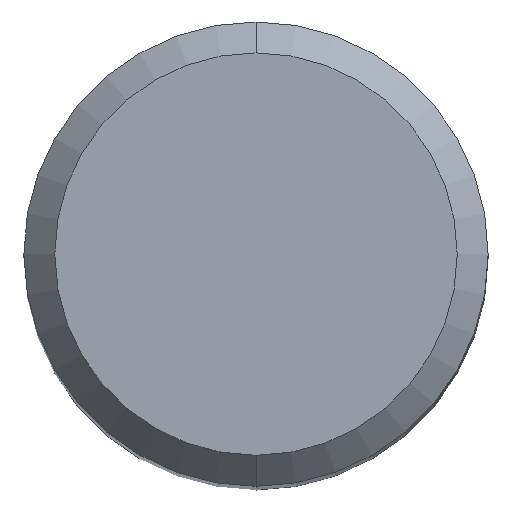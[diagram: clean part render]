
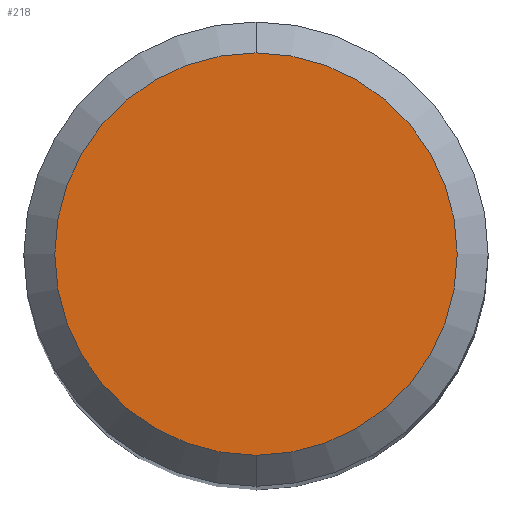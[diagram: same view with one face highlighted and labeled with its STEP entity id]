
A CAD part, top view. The second image highlights one B-rep face of the part: STEP entity #218.
In plain terms, the highlighted planar face has unit normal (0, 0, 1).
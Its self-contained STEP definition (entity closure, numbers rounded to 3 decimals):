
#112=EDGE_CURVE('',#114,#182,#289,.T.);
#114=VERTEX_POINT('',#291);
#158=EDGE_CURVE('',#182,#114,#337,.T.);
#182=VERTEX_POINT('',#363);
#218=ADVANCED_FACE('',(#406),#407,.T.);
#289=CIRCLE('',#482,2.6);
#291=CARTESIAN_POINT('',(0.0,2.6,0.01));
#337=CIRCLE('',#549,2.6);
#363=CARTESIAN_POINT('',(0.,-2.6,0.01));
#406=FACE_OUTER_BOUND('',#632,.T.);
#407=PLANE('',#633);
#482=AXIS2_PLACEMENT_3D('',#709,#710,#711);
#549=AXIS2_PLACEMENT_3D('',#752,#753,#754);
#632=EDGE_LOOP('',(#845,#846));
#633=AXIS2_PLACEMENT_3D('',#847,#848,#849);
#709=CARTESIAN_POINT('',(0.0,0.0,0.01));
#710=DIRECTION('',(0.0,0.0,-1.0));
#711=DIRECTION('',(0.0,1.0,0.0));
#752=CARTESIAN_POINT('',(0.0,0.0,0.01));
#753=DIRECTION('',(0.0,0.0,-1.0));
#754=DIRECTION('',(0.0,1.0,0.0));
#845=ORIENTED_EDGE('',*,*,#112,.F.);
#846=ORIENTED_EDGE('',*,*,#158,.F.);
#847=CARTESIAN_POINT('',(0.0,1.3,0.01));
#848=DIRECTION('',(-0.0,0.0,1.0));
#849=DIRECTION('',(0.0,-1.0,0.0));
